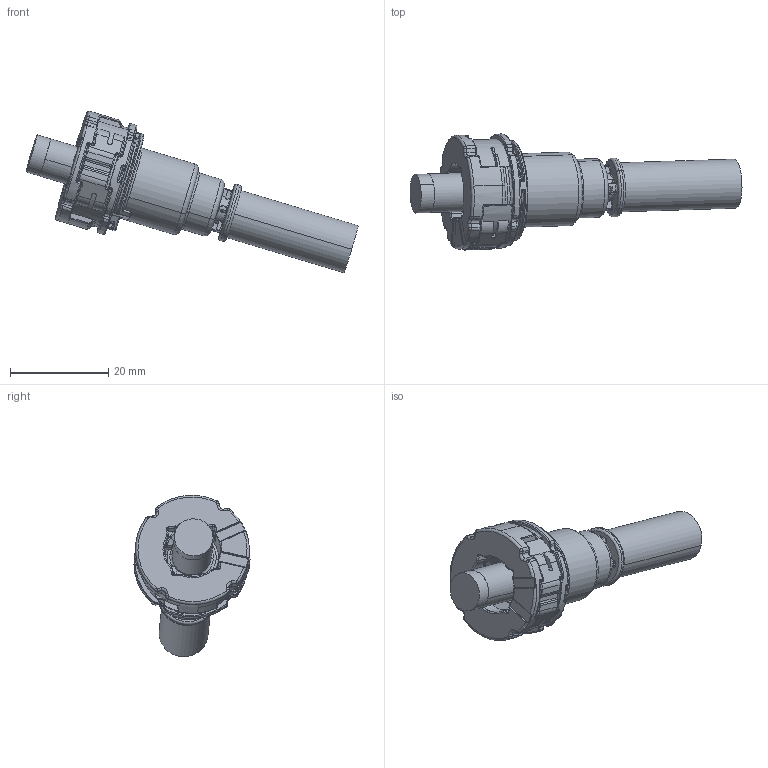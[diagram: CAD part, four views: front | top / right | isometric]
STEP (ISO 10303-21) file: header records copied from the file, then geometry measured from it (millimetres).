
FILE_DESCRIPTION(('CATIA V5 STEP','CAx-IF Rec.Pracs.--- Model Styling and Organization---1.4--- 2014-01-23'),'2;1');
FILE_NAME('Download-SV241N_GKU_5-16_Zoll_NW4_unheated.stp','2019-07-05T06:00:42+00:00',('none'),('none'),'CATIA Version 5-6 Release 2016 SP3 HF59','CATIA V5 STEP AP214 Edition 3','none');
FILE_SCHEMA(('AUTOMOTIVE_DESIGN { 1 0 10303 214 3 1 1 1 }'));
Length unit declared in the file: millimetre
Products named in the file (1): Download-SV241N_GKU_5-16_Zoll_NW4_unheated
Bounding box: 67.66 x 23.66 x 32.88 mm (x, y, z)
Volume: 11084 mm3; surface area: 6761.7 mm2
Topology: 4 solids, 4 shells, 1056 faces, 2632 edges, 1524 vertices
Faces by surface type: cylinder 405, torus 222, plane 198, bspline 174, sphere 48, cone 9
Entity records: 44619 total; most frequent: CARTESIAN_POINT 22666, ORIENTED_EDGE 5134, DIRECTION 3360, EDGE_CURVE 2567, AXIS2_PLACEMENT_3D 1820, VERTEX_POINT 1522, CIRCLE 1072, EDGE_LOOP 1067
